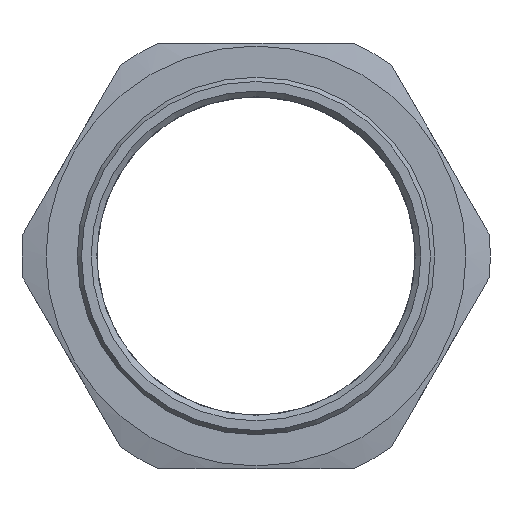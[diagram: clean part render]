
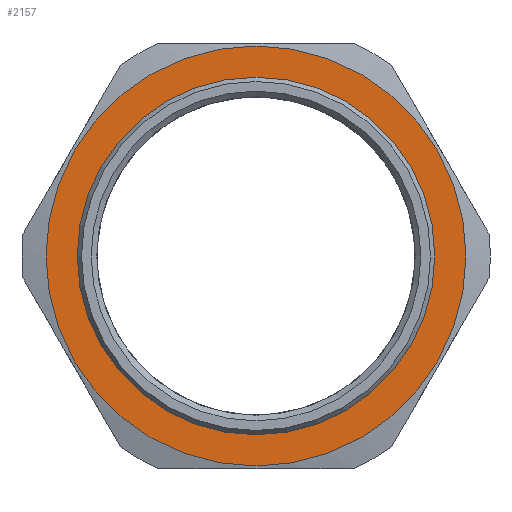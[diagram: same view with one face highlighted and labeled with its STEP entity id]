
A CAD part, left-side view. The second image highlights one B-rep face of the part: STEP entity #2157.
In plain terms, the highlighted planar face has unit normal (-1, 0, 0).
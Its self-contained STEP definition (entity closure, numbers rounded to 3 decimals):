
#380 = VERTEX_POINT ( 'NONE', #4013 ) ;
#427 = VERTEX_POINT ( 'NONE', #4077 ) ;
#452 = EDGE_CURVE ( 'NONE', #427, #427, #1787, .T. ) ;
#463 = DIRECTION ( 'NONE',  ( 0., 0., -1. ) ) ;
#464 = DIRECTION ( 'NONE',  ( 1., 0., 0. ) ) ;
#471 = PLANE ( 'NONE',  #931 ) ;
#500 = CARTESIAN_POINT ( 'NONE',  ( 15.3, 31.5, 0. ) ) ;
#747 = CIRCLE ( 'NONE', #3230, 37. ) ;
#931 = AXIS2_PLACEMENT_3D ( 'NONE', #500, #464, #463 ) ;
#933 = DIRECTION ( 'NONE',  ( 0., 0., -1. ) ) ;
#934 = DIRECTION ( 'NONE',  ( 1., 0., 0. ) ) ;
#939 = CARTESIAN_POINT ( 'NONE',  ( 15.3, 0., 0. ) ) ;
#1284 = AXIS2_PLACEMENT_3D ( 'NONE', #3570, #3567, #3566 ) ;
#1472 = FACE_BOUND ( 'NONE', #2048, .T. ) ;
#1473 = FACE_OUTER_BOUND ( 'NONE', #2037, .T. ) ;
#1787 = CIRCLE ( 'NONE', #1284, 31.5 ) ;
#2037 = EDGE_LOOP ( 'NONE', ( #2387 ) ) ;
#2048 = EDGE_LOOP ( 'NONE', ( #3612 ) ) ;
#2157 = ADVANCED_FACE ( 'NONE', ( #1473, #1472 ), #471, .F. ) ;
#2387 = ORIENTED_EDGE ( 'NONE', *, *, #3307, .F. ) ;
#3230 = AXIS2_PLACEMENT_3D ( 'NONE', #939, #934, #933 ) ;
#3307 = EDGE_CURVE ( 'NONE', #380, #380, #747, .T. ) ;
#3566 = DIRECTION ( 'NONE',  ( 0., 0., -1. ) ) ;
#3567 = DIRECTION ( 'NONE',  ( 1., 0., 0. ) ) ;
#3570 = CARTESIAN_POINT ( 'NONE',  ( 15.3, 0., 0. ) ) ;
#3612 = ORIENTED_EDGE ( 'NONE', *, *, #452, .T. ) ;
#4013 = CARTESIAN_POINT ( 'NONE',  ( 15.3, 0., -37. ) ) ;
#4077 = CARTESIAN_POINT ( 'NONE',  ( 15.3, 0., -31.5 ) ) ;
